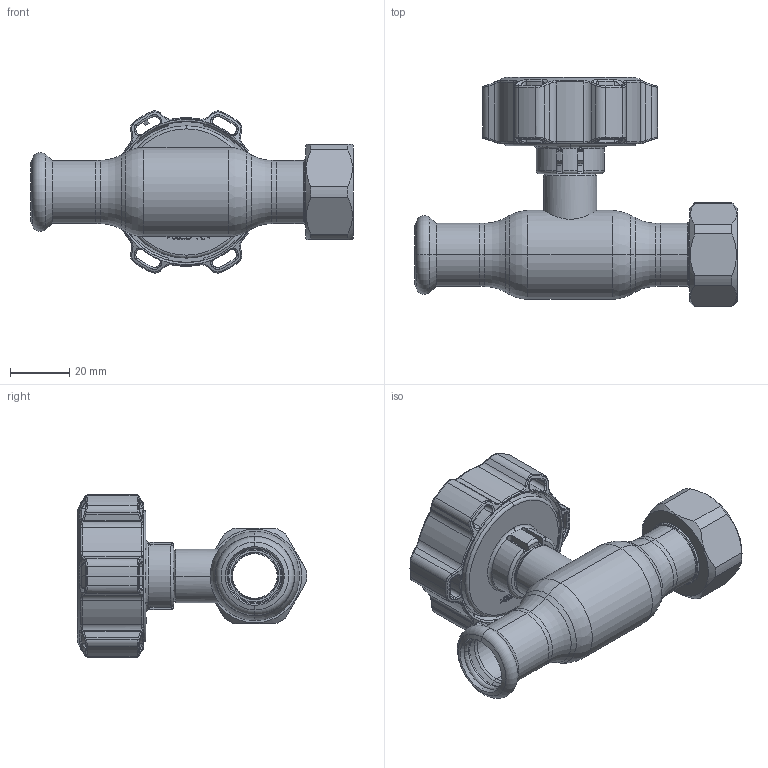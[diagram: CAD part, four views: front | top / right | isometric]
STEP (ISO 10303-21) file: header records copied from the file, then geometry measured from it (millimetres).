
FILE_DESCRIPTION (( 'STEP AP214' ), '1' );
FILE_NAME ('2015001400-0200.step', '2024-01-16T09:10:47', ( '' ), ( '' ), 'SwSTEP 2.0', 'SolidWorks 2021', '' );
FILE_SCHEMA (( 'AUTOMOTIVE_DESIGN' ));
Length unit declared in the file: millimetre
Products named in the file (1): 2015001400-0200
Bounding box: 108.5 x 77.29 x 54.57 mm (x, y, z)
Surface area: 30196.5 mm2 (no closed solid volume)
Topology: 0 solids, 13 shells, 582 faces, 1666 edges, 1068 vertices
Faces by surface type: bspline 188, cylinder 140, plane 103, torus 89, cone 62
Entity records: 35639 total; most frequent: CARTESIAN_POINT 15793, ORIENTED_EDGE 2982, DIRECTION 2374, EDGE_CURVE 1664, VERTEX_POINT 1068, AXIS2_PLACEMENT_3D 959, EDGE_LOOP 618, B_SPLINE_CURVE_WITH_KNOTS 608
